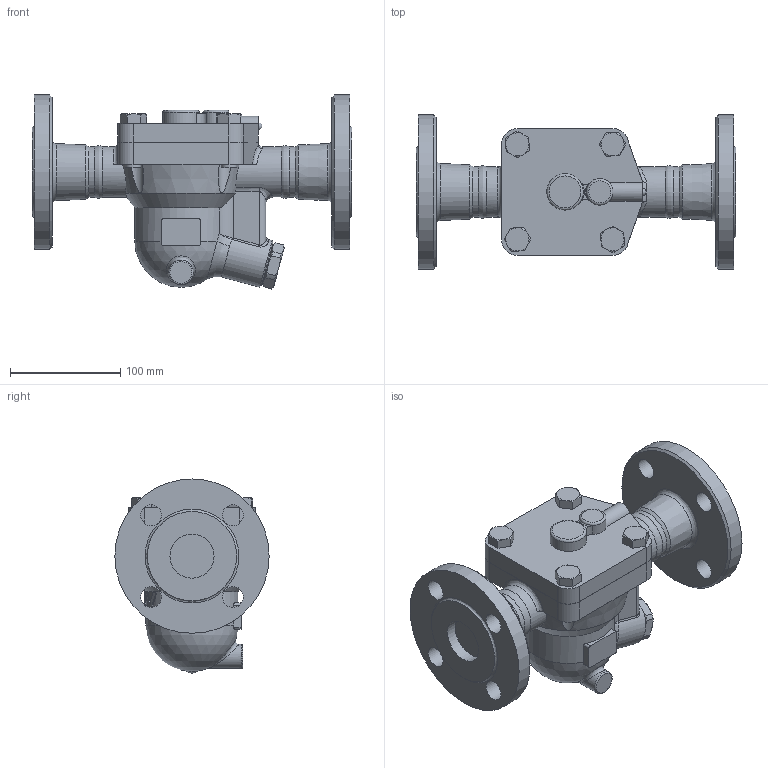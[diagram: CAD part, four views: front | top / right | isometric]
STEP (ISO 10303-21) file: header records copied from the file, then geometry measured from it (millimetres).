
FILE_DESCRIPTION((''),'2;1');
FILE_NAME('j5rlb-040-jis20-00.stp','2010-11-12T16:00:30',('nakaot'),(''),'Autodesk Inventor 2008','Autodesk Inventor 2008','');
FILE_SCHEMA(('AUTOMOTIVE_DESIGN { 1 0 10303 214 1 1 1 1 }'));
Length unit declared in the file: millimetre
Products named in the file (1): j5rlb-040-jis20-00
Bounding box: 290 x 140 x 176.08 mm (x, y, z)
Volume: 2040051.1 mm3; surface area: 199325.7 mm2
Topology: 1 solids, 1 shells, 276 faces, 687 edges, 433 vertices
Faces by surface type: plane 103, cylinder 61, bspline 57, cone 49, torus 4, sphere 2
Full cylindrical faces by diameter (mm): 14 x8, 19 x4, 22 x1, 27 x1, 40 x1, 44 x1, 46 x3, 80 x1, 140 x1
Entity records: 16585 total; most frequent: CARTESIAN_POINT 10713, ORIENTED_EDGE 1228, DIRECTION 1123, EDGE_CURVE 614, AXIS2_PLACEMENT_3D 467, VERTEX_POINT 413, EDGE_LOOP 373, FACE_OUTER_BOUND 276
